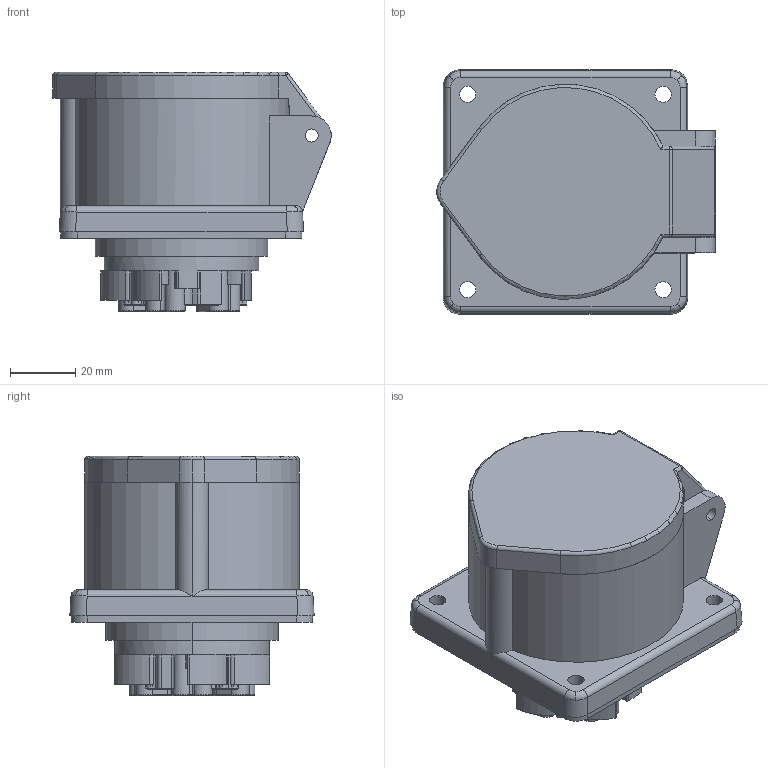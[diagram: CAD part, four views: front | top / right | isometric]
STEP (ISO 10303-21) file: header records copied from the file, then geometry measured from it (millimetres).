
FILE_DESCRIPTION (( 'STEP AP203' ), '1' );
FILE_NAME ('6109874.STEP', '2016-04-28T06:53:11', ( '' ), ( '' ), 'SwSTEP 2.0', 'SolidWorks 2014', '' );
FILE_SCHEMA (( 'CONFIG_CONTROL_DESIGN' ));
Length unit declared in the file: millimetre
Products named in the file (4): P_6109874T3_1; P_6109874T1_1; 6109874; P_6109874T2_1
Assembly tree (3 placements, depth 2):
  6109874
    P_6109874T1_1
    P_6109874T2_1
    P_6109874T3_1
Bounding box: 85.5 x 75 x 73.5 mm (x, y, z)
Volume: 193279.3 mm3; surface area: 63804.3 mm2
Topology: 3 solids, 3 shells, 519 faces, 1299 edges, 818 vertices
Faces by surface type: cylinder 269, plane 148, torus 90, bspline 8, cone 2, sphere 2
Entity records: 16353 total; most frequent: DIRECTION 3033, CARTESIAN_POINT 2968, ORIENTED_EDGE 2594, EDGE_CURVE 1297, AXIS2_PLACEMENT_3D 1257, VERTEX_POINT 818, CIRCLE 740, EDGE_LOOP 577
